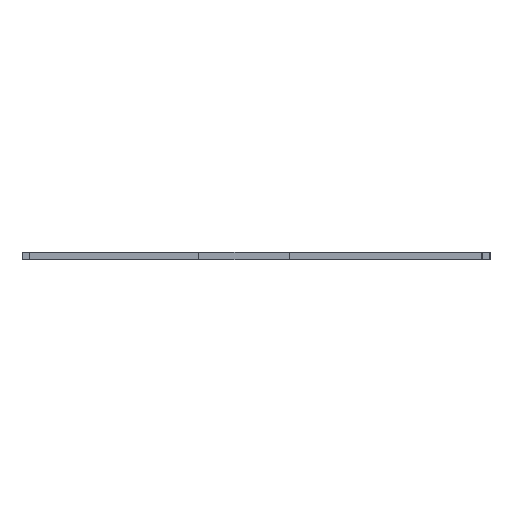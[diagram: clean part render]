
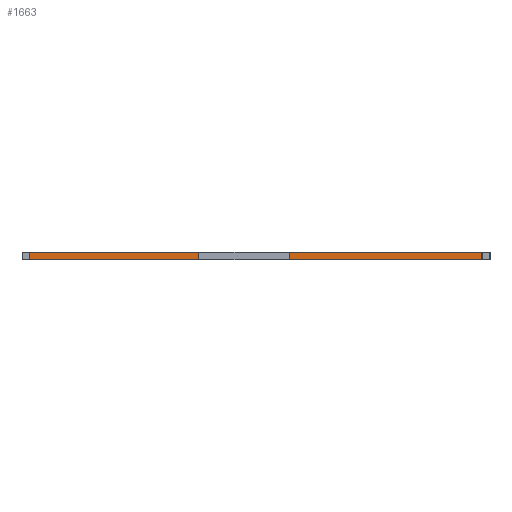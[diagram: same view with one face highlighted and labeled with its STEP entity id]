
A CAD part, left-side view. The second image highlights one B-rep face of the part: STEP entity #1663.
In plain terms, the highlighted planar face has unit normal (-1, 0, 0).
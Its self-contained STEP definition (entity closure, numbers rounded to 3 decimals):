
#1482 = PLANE('',#1483);
#1483 = AXIS2_PLACEMENT_3D('',#1484,#1485,#1486);
#1484 = CARTESIAN_POINT('',(353.226,7.416,0.));
#1485 = DIRECTION('',(0.,-1.,0.));
#1486 = DIRECTION('',(-1.,0.,0.));
#1507 = VERTEX_POINT('',#1508);
#1508 = CARTESIAN_POINT('',(0.588,7.416,1.6));
#1522 = PLANE('',#1523);
#1523 = AXIS2_PLACEMENT_3D('',#1524,#1525,#1526);
#1524 = CARTESIAN_POINT('',(177.494,57.674,1.6));
#1525 = DIRECTION('',(-0.,-0.,-1.));
#1526 = DIRECTION('',(-1.,0.,0.));
#1534 = EDGE_CURVE('',#1535,#1507,#1537,.T.);
#1535 = VERTEX_POINT('',#1536);
#1536 = CARTESIAN_POINT('',(0.588,7.416,0.));
#1537 = SURFACE_CURVE('',#1538,(#1542,#1549),.PCURVE_S1.);
#1538 = LINE('',#1539,#1540);
#1539 = CARTESIAN_POINT('',(0.588,7.416,0.));
#1540 = VECTOR('',#1541,1.);
#1541 = DIRECTION('',(0.,0.,1.));
#1542 = PCURVE('',#1482,#1543);
#1543 = DEFINITIONAL_REPRESENTATION('',(#1544),#1548);
#1544 = LINE('',#1545,#1546);
#1545 = CARTESIAN_POINT('',(352.638,0.));
#1546 = VECTOR('',#1547,1.);
#1547 = DIRECTION('',(0.,-1.));
#1548 = ( GEOMETRIC_REPRESENTATION_CONTEXT(2) 
PARAMETRIC_REPRESENTATION_CONTEXT() REPRESENTATION_CONTEXT('2D SPACE',''
  ) );
#1549 = PCURVE('',#1550,#1555);
#1550 = PLANE('',#1551);
#1551 = AXIS2_PLACEMENT_3D('',#1552,#1553,#1554);
#1552 = CARTESIAN_POINT('',(0.588,7.416,0.));
#1553 = DIRECTION('',(-1.,0.,0.));
#1554 = DIRECTION('',(0.,1.,0.));
#1555 = DEFINITIONAL_REPRESENTATION('',(#1556),#1560);
#1556 = LINE('',#1557,#1558);
#1557 = CARTESIAN_POINT('',(0.,0.));
#1558 = VECTOR('',#1559,1.);
#1559 = DIRECTION('',(0.,-1.));
#1560 = ( GEOMETRIC_REPRESENTATION_CONTEXT(2) 
PARAMETRIC_REPRESENTATION_CONTEXT() REPRESENTATION_CONTEXT('2D SPACE',''
  ) );
#1576 = PLANE('',#1577);
#1577 = AXIS2_PLACEMENT_3D('',#1578,#1579,#1580);
#1578 = CARTESIAN_POINT('',(177.494,57.674,0.));
#1579 = DIRECTION('',(-0.,-0.,-1.));
#1580 = DIRECTION('',(-1.,0.,0.));
#1663 = ADVANCED_FACE('',(#1664),#1550,.T.);
#1664 = FACE_BOUND('',#1665,.T.);
#1665 = EDGE_LOOP('',(#1666,#1667,#1690,#1718));
#1666 = ORIENTED_EDGE('',*,*,#1534,.T.);
#1667 = ORIENTED_EDGE('',*,*,#1668,.T.);
#1668 = EDGE_CURVE('',#1507,#1669,#1671,.T.);
#1669 = VERTEX_POINT('',#1670);
#1670 = CARTESIAN_POINT('',(0.588,107.641,1.6));
#1671 = SURFACE_CURVE('',#1672,(#1676,#1683),.PCURVE_S1.);
#1672 = LINE('',#1673,#1674);
#1673 = CARTESIAN_POINT('',(0.588,7.416,1.6));
#1674 = VECTOR('',#1675,1.);
#1675 = DIRECTION('',(0.,1.,0.));
#1676 = PCURVE('',#1550,#1677);
#1677 = DEFINITIONAL_REPRESENTATION('',(#1678),#1682);
#1678 = LINE('',#1679,#1680);
#1679 = CARTESIAN_POINT('',(0.,-1.6));
#1680 = VECTOR('',#1681,1.);
#1681 = DIRECTION('',(1.,0.));
#1682 = ( GEOMETRIC_REPRESENTATION_CONTEXT(2) 
PARAMETRIC_REPRESENTATION_CONTEXT() REPRESENTATION_CONTEXT('2D SPACE',''
  ) );
#1683 = PCURVE('',#1522,#1684);
#1684 = DEFINITIONAL_REPRESENTATION('',(#1685),#1689);
#1685 = LINE('',#1686,#1687);
#1686 = CARTESIAN_POINT('',(176.906,-50.258));
#1687 = VECTOR('',#1688,1.);
#1688 = DIRECTION('',(0.,1.));
#1689 = ( GEOMETRIC_REPRESENTATION_CONTEXT(2) 
PARAMETRIC_REPRESENTATION_CONTEXT() REPRESENTATION_CONTEXT('2D SPACE',''
  ) );
#1690 = ORIENTED_EDGE('',*,*,#1691,.F.);
#1691 = EDGE_CURVE('',#1692,#1669,#1694,.T.);
#1692 = VERTEX_POINT('',#1693);
#1693 = CARTESIAN_POINT('',(0.588,107.641,0.));
#1694 = SURFACE_CURVE('',#1695,(#1699,#1706),.PCURVE_S1.);
#1695 = LINE('',#1696,#1697);
#1696 = CARTESIAN_POINT('',(0.588,107.641,0.));
#1697 = VECTOR('',#1698,1.);
#1698 = DIRECTION('',(0.,0.,1.));
#1699 = PCURVE('',#1550,#1700);
#1700 = DEFINITIONAL_REPRESENTATION('',(#1701),#1705);
#1701 = LINE('',#1702,#1703);
#1702 = CARTESIAN_POINT('',(100.225,0.));
#1703 = VECTOR('',#1704,1.);
#1704 = DIRECTION('',(0.,-1.));
#1705 = ( GEOMETRIC_REPRESENTATION_CONTEXT(2) 
PARAMETRIC_REPRESENTATION_CONTEXT() REPRESENTATION_CONTEXT('2D SPACE',''
  ) );
#1706 = PCURVE('',#1707,#1712);
#1707 = PLANE('',#1708);
#1708 = AXIS2_PLACEMENT_3D('',#1709,#1710,#1711);
#1709 = CARTESIAN_POINT('',(0.588,107.641,0.));
#1710 = DIRECTION('',(0.,1.,-0.));
#1711 = DIRECTION('',(1.,0.,0.));
#1712 = DEFINITIONAL_REPRESENTATION('',(#1713),#1717);
#1713 = LINE('',#1714,#1715);
#1714 = CARTESIAN_POINT('',(0.,0.));
#1715 = VECTOR('',#1716,1.);
#1716 = DIRECTION('',(0.,-1.));
#1717 = ( GEOMETRIC_REPRESENTATION_CONTEXT(2) 
PARAMETRIC_REPRESENTATION_CONTEXT() REPRESENTATION_CONTEXT('2D SPACE',''
  ) );
#1718 = ORIENTED_EDGE('',*,*,#1719,.F.);
#1719 = EDGE_CURVE('',#1535,#1692,#1720,.T.);
#1720 = SURFACE_CURVE('',#1721,(#1725,#1732),.PCURVE_S1.);
#1721 = LINE('',#1722,#1723);
#1722 = CARTESIAN_POINT('',(0.588,7.416,0.));
#1723 = VECTOR('',#1724,1.);
#1724 = DIRECTION('',(0.,1.,0.));
#1725 = PCURVE('',#1550,#1726);
#1726 = DEFINITIONAL_REPRESENTATION('',(#1727),#1731);
#1727 = LINE('',#1728,#1729);
#1728 = CARTESIAN_POINT('',(0.,0.));
#1729 = VECTOR('',#1730,1.);
#1730 = DIRECTION('',(1.,0.));
#1731 = ( GEOMETRIC_REPRESENTATION_CONTEXT(2) 
PARAMETRIC_REPRESENTATION_CONTEXT() REPRESENTATION_CONTEXT('2D SPACE',''
  ) );
#1732 = PCURVE('',#1576,#1733);
#1733 = DEFINITIONAL_REPRESENTATION('',(#1734),#1738);
#1734 = LINE('',#1735,#1736);
#1735 = CARTESIAN_POINT('',(176.906,-50.258));
#1736 = VECTOR('',#1737,1.);
#1737 = DIRECTION('',(0.,1.));
#1738 = ( GEOMETRIC_REPRESENTATION_CONTEXT(2) 
PARAMETRIC_REPRESENTATION_CONTEXT() REPRESENTATION_CONTEXT('2D SPACE',''
  ) );
